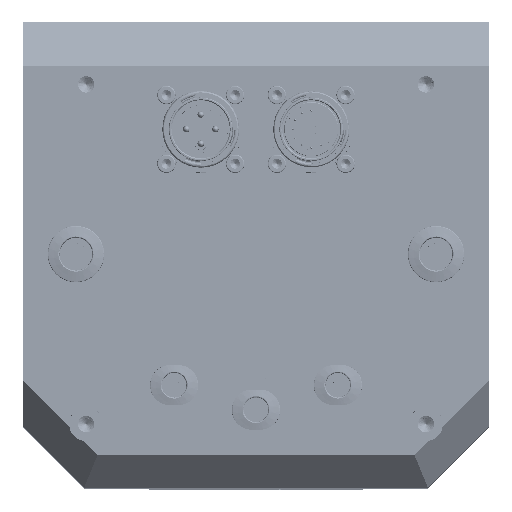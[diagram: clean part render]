
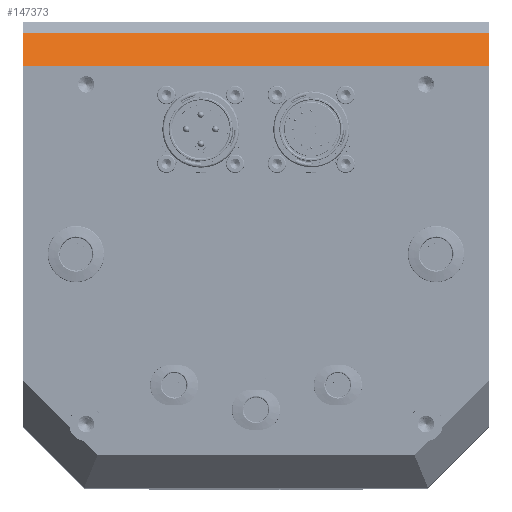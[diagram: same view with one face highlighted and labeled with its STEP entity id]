
A CAD part, top view. The second image highlights one B-rep face of the part: STEP entity #147373.
In plain terms, the highlighted planar face has unit normal (0, 0.707, 0.707).
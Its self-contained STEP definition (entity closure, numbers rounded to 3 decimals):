
#2927 = VECTOR ( 'NONE', #187109, 1000. ) ;
#3254 = CARTESIAN_POINT ( 'NONE',  ( 57., 54., 352. ) ) ;
#5238 = CARTESIAN_POINT ( 'NONE',  ( -57., 46., 360. ) ) ;
#15340 = CARTESIAN_POINT ( 'NONE',  ( -57., 54., 352. ) ) ;
#24979 = ORIENTED_EDGE ( 'NONE', *, *, #146058, .F. ) ;
#25714 = DIRECTION ( 'NONE',  ( 1., 0., 0. ) ) ;
#29688 = ORIENTED_EDGE ( 'NONE', *, *, #185501, .F. ) ;
#47654 = DIRECTION ( 'NONE',  ( -1., 0., 0. ) ) ;
#48180 = LINE ( 'NONE', #109088, #55794 ) ;
#49586 = VERTEX_POINT ( 'NONE', #3254 ) ;
#54531 = VECTOR ( 'NONE', #47654, 1000. ) ;
#55794 = VECTOR ( 'NONE', #169957, 1000. ) ;
#61282 = EDGE_CURVE ( 'NONE', #116189, #49586, #137259, .T. ) ;
#62419 = CARTESIAN_POINT ( 'NONE',  ( 57., 54., 352. ) ) ;
#65335 = LINE ( 'NONE', #126211, #2927 ) ;
#73314 = VERTEX_POINT ( 'NONE', #156832 ) ;
#82690 = CARTESIAN_POINT ( 'NONE',  ( 0., 46., 360. ) ) ;
#89901 = ORIENTED_EDGE ( 'NONE', *, *, #61282, .F. ) ;
#91926 = EDGE_LOOP ( 'NONE', ( #193253, #89901, #24979, #29688 ) ) ;
#95830 = VERTEX_POINT ( 'NONE', #5238 ) ;
#101647 = PLANE ( 'NONE',  #156268 ) ;
#109088 = CARTESIAN_POINT ( 'NONE',  ( 57., 46., 360. ) ) ;
#116189 = VERTEX_POINT ( 'NONE', #15340 ) ;
#116544 = FACE_OUTER_BOUND ( 'NONE', #91926, .T. ) ;
#123311 = DIRECTION ( 'NONE',  ( 1., 0., 0. ) ) ;
#125420 = LINE ( 'NONE', #186324, #54531 ) ;
#126211 = CARTESIAN_POINT ( 'NONE',  ( -57., 46., 360. ) ) ;
#128037 = EDGE_CURVE ( 'NONE', #49586, #73314, #48180, .T. ) ;
#137259 = LINE ( 'NONE', #62419, #155917 ) ;
#143489 = DIRECTION ( 'NONE',  ( 0., 0.707, 0.707 ) ) ;
#146058 = EDGE_CURVE ( 'NONE', #95830, #116189, #65335, .T. ) ;
#147373 = ADVANCED_FACE ( 'NONE', ( #116544 ), #101647, .T. ) ;
#155917 = VECTOR ( 'NONE', #123311, 1000. ) ;
#156268 = AXIS2_PLACEMENT_3D ( 'NONE', #82690, #143489, #25714 ) ;
#156832 = CARTESIAN_POINT ( 'NONE',  ( 57., 46., 360. ) ) ;
#169957 = DIRECTION ( 'NONE',  ( 0., -0.707, 0.707 ) ) ;
#185501 = EDGE_CURVE ( 'NONE', #73314, #95830, #125420, .T. ) ;
#186324 = CARTESIAN_POINT ( 'NONE',  ( -57., 46., 360. ) ) ;
#187109 = DIRECTION ( 'NONE',  ( 0., 0.707, -0.707 ) ) ;
#193253 = ORIENTED_EDGE ( 'NONE', *, *, #128037, .F. ) ;
